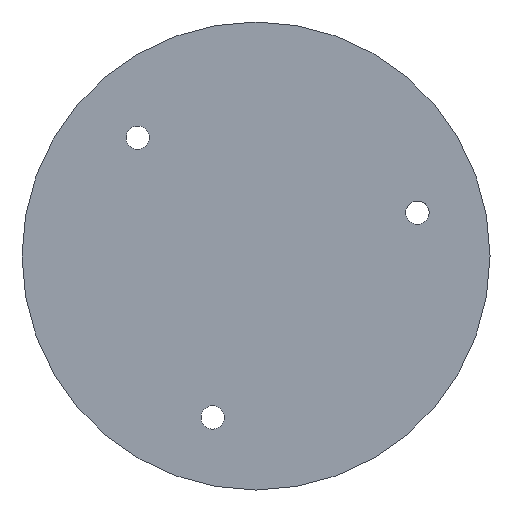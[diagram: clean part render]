
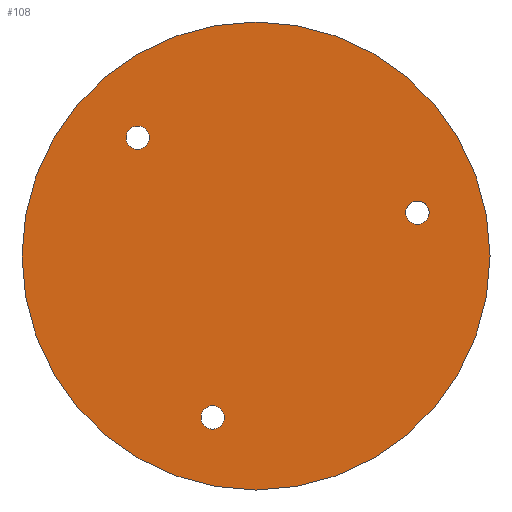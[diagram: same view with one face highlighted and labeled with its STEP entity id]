
A CAD part, front view. The second image highlights one B-rep face of the part: STEP entity #108.
In plain terms, the highlighted planar face has unit normal (0, -1, 0).
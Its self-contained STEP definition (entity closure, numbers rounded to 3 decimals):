
#18=PLANE('',#118);
#21=FACE_BOUND('',#39,.T.);
#22=FACE_BOUND('',#40,.T.);
#23=FACE_BOUND('',#41,.T.);
#31=FACE_OUTER_BOUND('',#38,.T.);
#38=EDGE_LOOP('',(#89));
#39=EDGE_LOOP('',(#90));
#40=EDGE_LOOP('',(#91));
#41=EDGE_LOOP('',(#92));
#53=CIRCLE('',#117,42.);
#54=CIRCLE('',#119,2.1);
#55=CIRCLE('',#120,2.1);
#56=CIRCLE('',#121,2.1);
#72=VERTEX_POINT('',#196);
#73=VERTEX_POINT('',#199);
#74=VERTEX_POINT('',#201);
#75=VERTEX_POINT('',#203);
#80=EDGE_CURVE('',#72,#72,#53,.T.);
#81=EDGE_CURVE('',#73,#73,#54,.T.);
#82=EDGE_CURVE('',#74,#74,#55,.T.);
#83=EDGE_CURVE('',#75,#75,#56,.T.);
#89=ORIENTED_EDGE('',*,*,#80,.T.);
#90=ORIENTED_EDGE('',*,*,#81,.T.);
#91=ORIENTED_EDGE('',*,*,#82,.T.);
#92=ORIENTED_EDGE('',*,*,#83,.T.);
#108=ADVANCED_FACE('',(#31,#21,#22,#23),#18,.F.);
#117=AXIS2_PLACEMENT_3D('',#197,#146,#147);
#118=AXIS2_PLACEMENT_3D('',#198,#148,#149);
#119=AXIS2_PLACEMENT_3D('',#200,#150,#151);
#120=AXIS2_PLACEMENT_3D('',#202,#152,#153);
#121=AXIS2_PLACEMENT_3D('',#204,#154,#155);
#146=DIRECTION('center_axis',(0.,-1.,0.));
#147=DIRECTION('ref_axis',(1.,0.,0.));
#148=DIRECTION('center_axis',(0.,1.,0.));
#149=DIRECTION('ref_axis',(0.,0.,1.));
#150=DIRECTION('center_axis',(0.,1.,0.));
#151=DIRECTION('ref_axis',(1.,0.,0.));
#152=DIRECTION('center_axis',(0.,1.,0.));
#153=DIRECTION('ref_axis',(1.,0.,0.));
#154=DIRECTION('center_axis',(0.,1.,0.));
#155=DIRECTION('ref_axis',(1.,0.,0.));
#196=CARTESIAN_POINT('',(-42.,0.,0.));
#197=CARTESIAN_POINT('Origin',(0.,0.,0.));
#198=CARTESIAN_POINT('Origin',(0.,0.,0.));
#199=CARTESIAN_POINT('',(30.782,0.,6.689));
#200=CARTESIAN_POINT('Origin',(28.978,0.,7.765));
#201=CARTESIAN_POINT('',(-9.598,0.,-30.002));
#202=CARTESIAN_POINT('Origin',(-7.765,0.,-28.978));
#203=CARTESIAN_POINT('',(-23.313,0.,21.213));
#204=CARTESIAN_POINT('Origin',(-21.213,0.,21.213));
